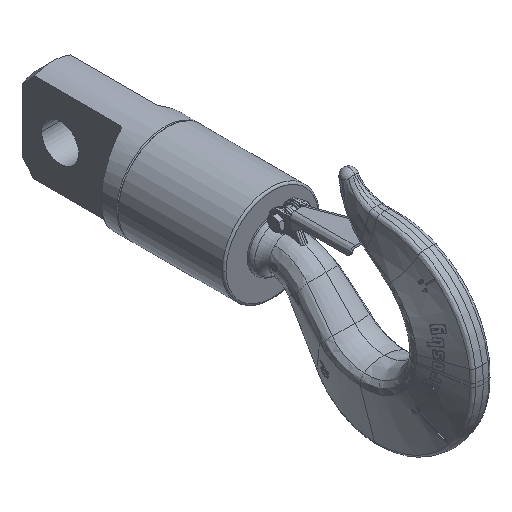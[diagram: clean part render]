
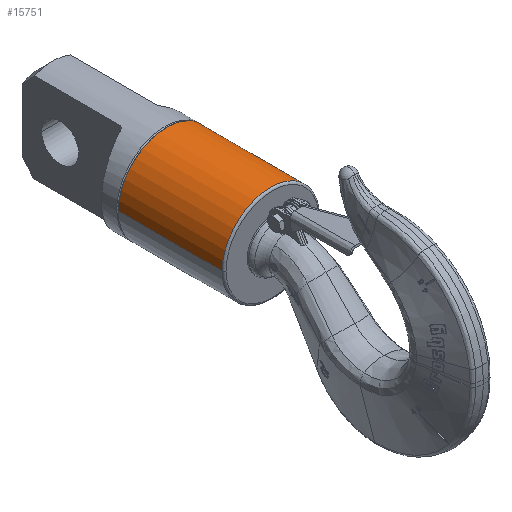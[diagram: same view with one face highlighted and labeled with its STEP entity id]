
A CAD part, isometric view. The second image highlights one B-rep face of the part: STEP entity #15751.
In plain terms, the highlighted cylindrical face has radius 76.2 mm (diameter 152.4 mm), a partial arc.
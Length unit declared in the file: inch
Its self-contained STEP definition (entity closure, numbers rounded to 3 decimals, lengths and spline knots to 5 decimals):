
#342=CARTESIAN_POINT('',(0.,-3.19,0.));
#343=DIRECTION('',(0.,1.,0.));
#344=DIRECTION('',(-1.,0.,0.));
#345=AXIS2_PLACEMENT_3D('',#342,#343,#344);
#347=CARTESIAN_POINT('',(0.,3.27,0.));
#348=DIRECTION('',(0.,1.,0.));
#349=DIRECTION('',(-1.,0.,0.));
#350=AXIS2_PLACEMENT_3D('',#347,#348,#349);
#367=DIRECTION('',(0.,1.,0.));
#368=VECTOR('',#367,6.46);
#369=CARTESIAN_POINT('',(3.,-3.19,0.));
#370=LINE('',#369,#368);
#376=DIRECTION('',(0.,1.,0.));
#377=VECTOR('',#376,6.46);
#378=CARTESIAN_POINT('',(-3.,-3.19,0.));
#379=LINE('',#378,#377);
#14292=CARTESIAN_POINT('',(3.,-3.19,0.));
#14293=CARTESIAN_POINT('',(-3.,-3.19,0.));
#14294=VERTEX_POINT('',#14292);
#14295=VERTEX_POINT('',#14293);
#14296=CARTESIAN_POINT('',(3.,3.27,0.));
#14297=VERTEX_POINT('',#14296);
#14298=CARTESIAN_POINT('',(-3.,3.27,0.));
#14299=VERTEX_POINT('',#14298);
#15737=CARTESIAN_POINT('',(0.,-11.125,0.));
#15738=DIRECTION('',(0.,1.,0.));
#15739=DIRECTION('',(1.,0.,0.));
#15740=AXIS2_PLACEMENT_3D('',#15737,#15738,#15739);
#15741=CYLINDRICAL_SURFACE('',#15740,3.);
#15743=ORIENTED_EDGE('',*,*,#15742,.F.);
#15745=ORIENTED_EDGE('',*,*,#15744,.T.);
#15746=ORIENTED_EDGE('',*,*,#15600,.T.);
#15748=ORIENTED_EDGE('',*,*,#15747,.F.);
#15749=EDGE_LOOP('',(#15743,#15745,#15746,#15748));
#15750=FACE_OUTER_BOUND('',#15749,.F.);
#15751=ADVANCED_FACE('',(#15750),#15741,.T.);
#346=CIRCLE('',#345,3.);
#351=CIRCLE('',#350,3.);
#15600=EDGE_CURVE('',#14299,#14297,#351,.T.);
#15742=EDGE_CURVE('',#14295,#14294,#346,.T.);
#15744=EDGE_CURVE('',#14295,#14299,#379,.T.);
#15747=EDGE_CURVE('',#14294,#14297,#370,.T.);
